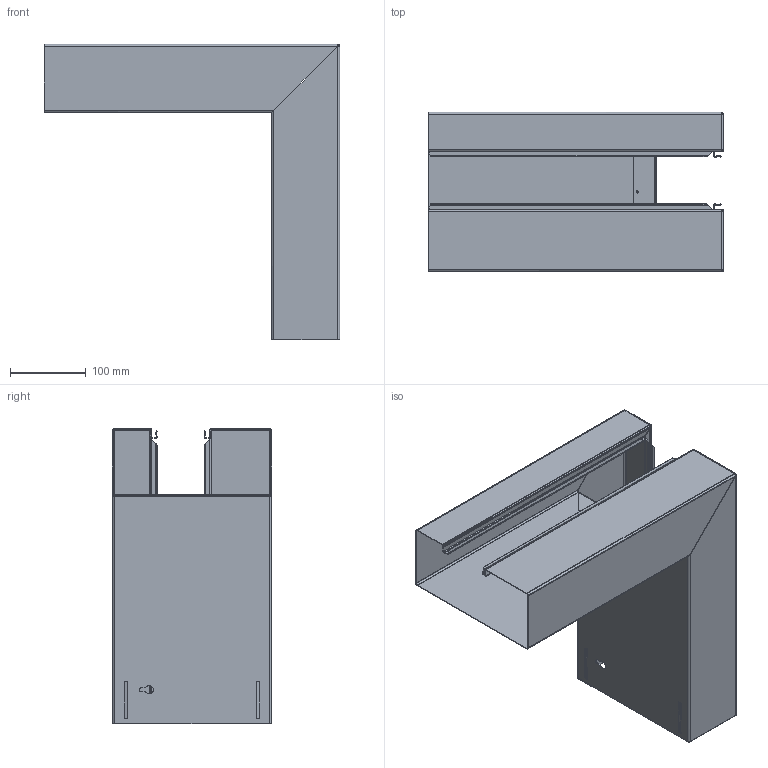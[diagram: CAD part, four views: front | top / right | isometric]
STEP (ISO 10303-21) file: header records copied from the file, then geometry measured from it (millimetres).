
FILE_DESCRIPTION (( 'STEP AP214' ), '1' );
FILE_NAME ('6278110.stp', '2016-06-03T06:38:23', ( '' ), ( '' ), 'SwSTEP 2.0', 'SolidWorks 2014', '' );
FILE_SCHEMA (( 'AUTOMOTIVE_DESIGN' ));
Length unit declared in the file: millimetre
Products named in the file (1): 6278110
Bounding box: 389.52 x 210 x 389.52 mm (x, y, z)
Volume: 393996.6 mm3; surface area: 791868.6 mm2
Topology: 1 solids, 1 shells, 301 faces, 662 edges, 368 vertices
Faces by surface type: plane 179, cylinder 74, bspline 36, cone 12
Entity records: 8792 total; most frequent: CARTESIAN_POINT 2616, ORIENTED_EDGE 1324, DIRECTION 1128, EDGE_CURVE 662, LINE 400, VECTOR 400, VERTEX_POINT 368, AXIS2_PLACEMENT_3D 364
